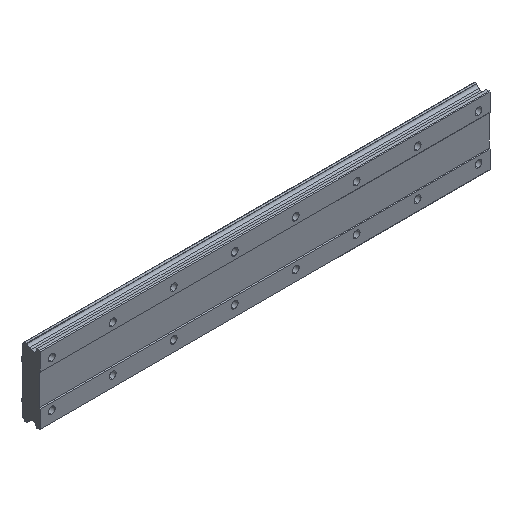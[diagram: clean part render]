
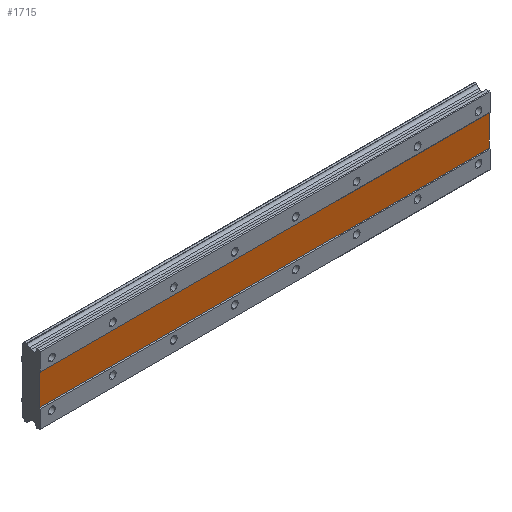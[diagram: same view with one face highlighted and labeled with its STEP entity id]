
A CAD part, isometric view. The second image highlights one B-rep face of the part: STEP entity #1715.
In plain terms, the highlighted planar face has unit normal (0, -1, 0).
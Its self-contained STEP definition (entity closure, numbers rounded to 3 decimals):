
#15 = CARTESIAN_POINT ( 'NONE',  ( 575., 1., 20. ) ) ;
#83 = EDGE_CURVE ( 'NONE', #1480, #1594, #227, .T. ) ;
#109 = VECTOR ( 'NONE', #1963, 1000. ) ;
#209 = LINE ( 'NONE', #1600, #3375 ) ;
#217 = EDGE_CURVE ( 'NONE', #2239, #1643, #1111, .T. ) ;
#227 = LINE ( 'NONE', #1350, #2853 ) ;
#331 = CARTESIAN_POINT ( 'NONE',  ( 575., 1., 20. ) ) ;
#351 = DIRECTION ( 'NONE',  ( 0., 1., 0. ) ) ;
#367 = CARTESIAN_POINT ( 'NONE',  ( 575., 1., 20. ) ) ;
#476 = DIRECTION ( 'NONE',  ( 0., 0., -1. ) ) ;
#834 = CARTESIAN_POINT ( 'NONE',  ( -15., 1., 20. ) ) ;
#1098 = DIRECTION ( 'NONE',  ( 0., 0., 1. ) ) ;
#1111 = LINE ( 'NONE', #15, #109 ) ;
#1223 = VECTOR ( 'NONE', #1098, 1000. ) ;
#1252 = CARTESIAN_POINT ( 'NONE',  ( 575., 1., -20. ) ) ;
#1350 = CARTESIAN_POINT ( 'NONE',  ( 575., 1., -20. ) ) ;
#1441 = ORIENTED_EDGE ( 'NONE', *, *, #2748, .F. ) ;
#1448 = EDGE_CURVE ( 'NONE', #1643, #1480, #209, .T. ) ;
#1473 = DIRECTION ( 'NONE',  ( 0., 0., 1. ) ) ;
#1480 = VERTEX_POINT ( 'NONE', #1252 ) ;
#1594 = VERTEX_POINT ( 'NONE', #3320 ) ;
#1600 = CARTESIAN_POINT ( 'NONE',  ( 575., 1., 20. ) ) ;
#1643 = VERTEX_POINT ( 'NONE', #367 ) ;
#1649 = ORIENTED_EDGE ( 'NONE', *, *, #1448, .F. ) ;
#1715 = ADVANCED_FACE ( 'NONE', ( #1746 ), #2864, .F. ) ;
#1746 = FACE_OUTER_BOUND ( 'NONE', #2120, .T. ) ;
#1913 = ORIENTED_EDGE ( 'NONE', *, *, #217, .F. ) ;
#1963 = DIRECTION ( 'NONE',  ( 1., 0., 0. ) ) ;
#2120 = EDGE_LOOP ( 'NONE', ( #2639, #1649, #1913, #1441 ) ) ;
#2239 = VERTEX_POINT ( 'NONE', #3474 ) ;
#2414 = AXIS2_PLACEMENT_3D ( 'NONE', #331, #351, #1473 ) ;
#2639 = ORIENTED_EDGE ( 'NONE', *, *, #83, .F. ) ;
#2748 = EDGE_CURVE ( 'NONE', #1594, #2239, #3392, .T. ) ;
#2853 = VECTOR ( 'NONE', #3059, 1000. ) ;
#2864 = PLANE ( 'NONE',  #2414 ) ;
#3059 = DIRECTION ( 'NONE',  ( -1., 0., 0. ) ) ;
#3320 = CARTESIAN_POINT ( 'NONE',  ( -15., 1., -20. ) ) ;
#3375 = VECTOR ( 'NONE', #476, 1000. ) ;
#3392 = LINE ( 'NONE', #834, #1223 ) ;
#3474 = CARTESIAN_POINT ( 'NONE',  ( -15., 1., 20. ) ) ;
